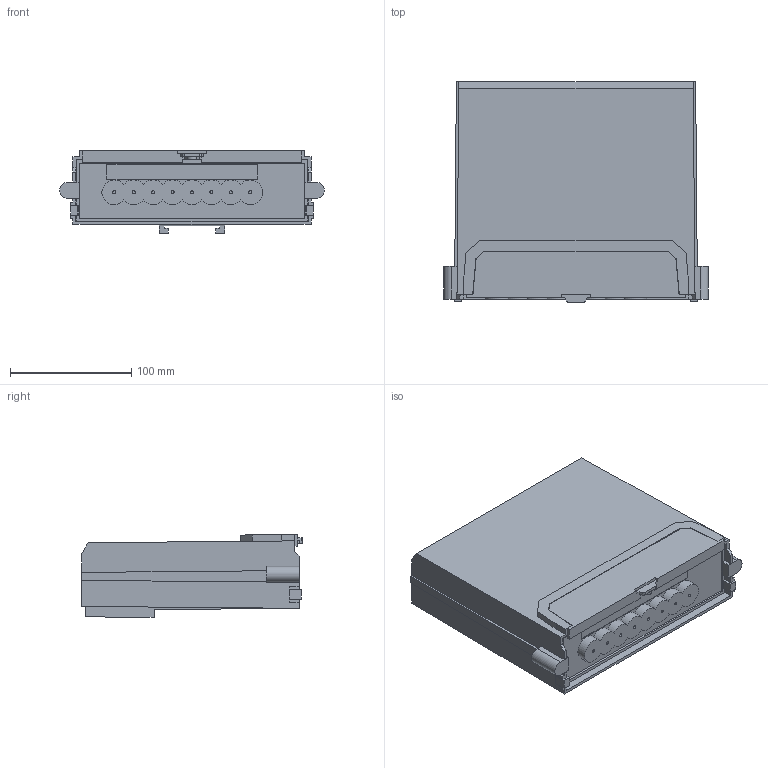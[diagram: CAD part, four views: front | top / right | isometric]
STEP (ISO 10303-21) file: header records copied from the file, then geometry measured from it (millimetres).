
FILE_DESCRIPTION(('STEP AP203'), '1');
FILE_NAME('Ì238(ñ ëåïåñòêàìè ïîä ÓÇ-ñâàðêó)ñ êð', '2018-05-08T09:41:36', (''), (''), 'ASCON STEP Converter 1.3', 'ASCON Math Kernel', '');
FILE_SCHEMA(('CONFIG_CONTROL_DESIGN'));
Length unit declared in the file: millimetre
Bounding box: 218 x 181.5 x 68.2 mm (x, y, z)
Volume: 1889575 mm3; surface area: 128851.2 mm2
Topology: 1 solids, 9 shells, 248 faces, 647 edges, 428 vertices
Faces by surface type: plane 203, cylinder 45
Full cylindrical faces by diameter (mm): 2.5 x8
Entity records: 9448 total; most frequent: CARTESIAN_POINT 1439, ORIENTED_EDGE 1278, DIRECTION 1146, EDGE_CURVE 639, LINE 548, VECTOR 548, VERTEX_POINT 428, AXIS2_PLACEMENT_3D 299
